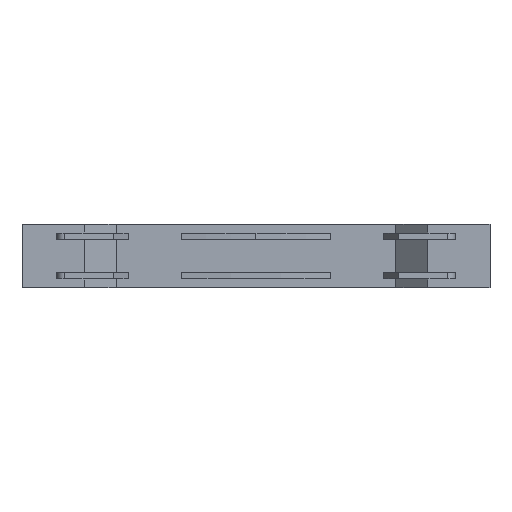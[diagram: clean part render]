
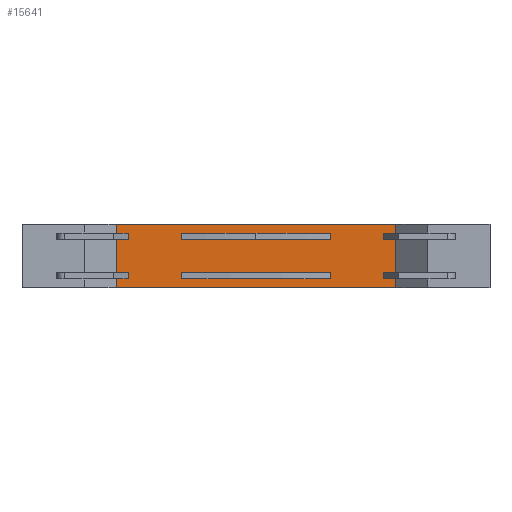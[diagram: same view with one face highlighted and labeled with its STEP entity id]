
A CAD part, front view. The second image highlights one B-rep face of the part: STEP entity #15641.
In plain terms, the highlighted planar face has unit normal (0, -1, 0).
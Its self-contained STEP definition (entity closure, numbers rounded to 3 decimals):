
#18 = CARTESIAN_POINT ( 'NONE',  ( 9.29, 0., 6.875 ) ) ;
#72 = CARTESIAN_POINT ( 'NONE',  ( 9.29, 0., 6.075 ) ) ;
#90 = ORIENTED_EDGE ( 'NONE', *, *, #3618, .F. ) ;
#342 = ORIENTED_EDGE ( 'NONE', *, *, #11403, .F. ) ;
#362 = DIRECTION ( 'NONE',  ( 1., 0., 0. ) ) ;
#783 = EDGE_LOOP ( 'NONE', ( #6216, #16754, #15165, #17787 ) ) ;
#812 = EDGE_CURVE ( 'NONE', #11348, #4286, #13368, .T. ) ;
#823 = DIRECTION ( 'NONE',  ( 0., 0., 1. ) ) ;
#1163 = EDGE_CURVE ( 'NONE', #5482, #11348, #7136, .T. ) ;
#1185 = DIRECTION ( 'NONE',  ( 1., 0., 0. ) ) ;
#1281 = LINE ( 'NONE', #17783, #4314 ) ;
#1541 = LINE ( 'NONE', #5883, #19267 ) ;
#1597 = CARTESIAN_POINT ( 'NONE',  ( 17.5, 0., 0. ) ) ;
#1760 = CARTESIAN_POINT ( 'NONE',  ( 0., 0., 0. ) ) ;
#1918 = VECTOR ( 'NONE', #17886, 1000. ) ;
#1942 = CARTESIAN_POINT ( 'NONE',  ( -9.29, 0., 6.075 ) ) ;
#2118 = CARTESIAN_POINT ( 'NONE',  ( 0., 0., 8. ) ) ;
#2643 = CARTESIAN_POINT ( 'NONE',  ( 0., 0., 6.075 ) ) ;
#2703 = DIRECTION ( 'NONE',  ( 0., 0., -1. ) ) ;
#2958 = CARTESIAN_POINT ( 'NONE',  ( -9.29, 0., 1.925 ) ) ;
#3420 = DIRECTION ( 'NONE',  ( 0., 0., -1. ) ) ;
#3576 = ORIENTED_EDGE ( 'NONE', *, *, #9352, .F. ) ;
#3618 = EDGE_CURVE ( 'NONE', #7379, #8121, #1281, .T. ) ;
#3638 = DIRECTION ( 'NONE',  ( 1., 0., 0. ) ) ;
#3652 = VERTEX_POINT ( 'NONE', #6190 ) ;
#3844 = FACE_BOUND ( 'NONE', #4786, .T. ) ;
#3921 = VECTOR ( 'NONE', #12311, 1000. ) ;
#4220 = LINE ( 'NONE', #13363, #15646 ) ;
#4286 = VERTEX_POINT ( 'NONE', #9598 ) ;
#4314 = VECTOR ( 'NONE', #3420, 1000. ) ;
#4411 = LINE ( 'NONE', #12338, #3921 ) ;
#4544 = EDGE_CURVE ( 'NONE', #16905, #4286, #1541, .T. ) ;
#4786 = EDGE_LOOP ( 'NONE', ( #13604, #8474, #3576, #16871 ) ) ;
#4999 = DIRECTION ( 'NONE',  ( -1., 0., 0. ) ) ;
#5069 = DIRECTION ( 'NONE',  ( 0., 1., 0. ) ) ;
#5125 = CARTESIAN_POINT ( 'NONE',  ( 0., 0., 4. ) ) ;
#5482 = VERTEX_POINT ( 'NONE', #9457 ) ;
#5798 = EDGE_CURVE ( 'NONE', #5482, #16905, #17664, .T. ) ;
#5872 = LINE ( 'NONE', #17172, #1918 ) ;
#5883 = CARTESIAN_POINT ( 'NONE',  ( 17.5, 0., 4. ) ) ;
#5902 = DIRECTION ( 'NONE',  ( 0., 0., 1. ) ) ;
#6190 = CARTESIAN_POINT ( 'NONE',  ( -9.29, 0., 1.125 ) ) ;
#6216 = ORIENTED_EDGE ( 'NONE', *, *, #4544, .T. ) ;
#6461 = EDGE_CURVE ( 'NONE', #10999, #7379, #4411, .T. ) ;
#6712 = ORIENTED_EDGE ( 'NONE', *, *, #11228, .F. ) ;
#6790 = LINE ( 'NONE', #11946, #10287 ) ;
#6823 = CARTESIAN_POINT ( 'NONE',  ( -17.5, 0., 4. ) ) ;
#6873 = LINE ( 'NONE', #2643, #18317 ) ;
#6975 = VECTOR ( 'NONE', #823, 1000. ) ;
#7057 = EDGE_CURVE ( 'NONE', #13813, #3652, #16807, .T. ) ;
#7136 = LINE ( 'NONE', #6823, #6975 ) ;
#7217 = CARTESIAN_POINT ( 'NONE',  ( -17.5, 0., 8. ) ) ;
#7316 = FACE_BOUND ( 'NONE', #9194, .T. ) ;
#7379 = VERTEX_POINT ( 'NONE', #16835 ) ;
#7536 = CARTESIAN_POINT ( 'NONE',  ( 9.29, 0., 1.125 ) ) ;
#7691 = PLANE ( 'NONE',  #8669 ) ;
#7772 = CARTESIAN_POINT ( 'NONE',  ( 9.29, 0., 1.925 ) ) ;
#8121 = VERTEX_POINT ( 'NONE', #1942 ) ;
#8474 = ORIENTED_EDGE ( 'NONE', *, *, #7057, .F. ) ;
#8669 = AXIS2_PLACEMENT_3D ( 'NONE', #5125, #5069, #4999 ) ;
#9194 = EDGE_LOOP ( 'NONE', ( #10969, #6712, #342, #90 ) ) ;
#9352 = EDGE_CURVE ( 'NONE', #12540, #13813, #4220, .T. ) ;
#9457 = CARTESIAN_POINT ( 'NONE',  ( -17.5, 0., 0. ) ) ;
#9598 = CARTESIAN_POINT ( 'NONE',  ( 17.5, 0., 8. ) ) ;
#10287 = VECTOR ( 'NONE', #11890, 1000. ) ;
#10957 = CARTESIAN_POINT ( 'NONE',  ( -9.29, 0., 1.925 ) ) ;
#10969 = ORIENTED_EDGE ( 'NONE', *, *, #6461, .F. ) ;
#10999 = VERTEX_POINT ( 'NONE', #18 ) ;
#11228 = EDGE_CURVE ( 'NONE', #15740, #10999, #14351, .T. ) ;
#11348 = VERTEX_POINT ( 'NONE', #7217 ) ;
#11403 = EDGE_CURVE ( 'NONE', #8121, #15740, #6873, .T. ) ;
#11890 = DIRECTION ( 'NONE',  ( 1., 0., 0. ) ) ;
#11946 = CARTESIAN_POINT ( 'NONE',  ( 0., 0., 1.125 ) ) ;
#12311 = DIRECTION ( 'NONE',  ( -1., 0., 0. ) ) ;
#12338 = CARTESIAN_POINT ( 'NONE',  ( 0., 0., 6.875 ) ) ;
#12540 = VERTEX_POINT ( 'NONE', #7772 ) ;
#12848 = VECTOR ( 'NONE', #2703, 1000. ) ;
#13363 = CARTESIAN_POINT ( 'NONE',  ( 0., 0., 1.925 ) ) ;
#13368 = LINE ( 'NONE', #2118, #13404 ) ;
#13404 = VECTOR ( 'NONE', #3638, 1000. ) ;
#13604 = ORIENTED_EDGE ( 'NONE', *, *, #16475, .F. ) ;
#13632 = DIRECTION ( 'NONE',  ( 0., 0., 1. ) ) ;
#13813 = VERTEX_POINT ( 'NONE', #10957 ) ;
#14128 = VERTEX_POINT ( 'NONE', #7536 ) ;
#14351 = LINE ( 'NONE', #14647, #17855 ) ;
#14647 = CARTESIAN_POINT ( 'NONE',  ( 9.29, 0., 6.075 ) ) ;
#14982 = DIRECTION ( 'NONE',  ( -1., 0., 0. ) ) ;
#15165 = ORIENTED_EDGE ( 'NONE', *, *, #1163, .F. ) ;
#15641 = ADVANCED_FACE ( 'NONE', ( #19215, #3844, #7316 ), #7691, .F. ) ;
#15646 = VECTOR ( 'NONE', #14982, 1000. ) ;
#15740 = VERTEX_POINT ( 'NONE', #72 ) ;
#16043 = EDGE_CURVE ( 'NONE', #14128, #12540, #5872, .T. ) ;
#16475 = EDGE_CURVE ( 'NONE', #3652, #14128, #6790, .T. ) ;
#16754 = ORIENTED_EDGE ( 'NONE', *, *, #812, .F. ) ;
#16807 = LINE ( 'NONE', #2958, #12848 ) ;
#16835 = CARTESIAN_POINT ( 'NONE',  ( -9.29, 0., 6.875 ) ) ;
#16871 = ORIENTED_EDGE ( 'NONE', *, *, #16043, .F. ) ;
#16905 = VERTEX_POINT ( 'NONE', #1597 ) ;
#17172 = CARTESIAN_POINT ( 'NONE',  ( 9.29, 0., 1.925 ) ) ;
#17664 = LINE ( 'NONE', #1760, #18139 ) ;
#17783 = CARTESIAN_POINT ( 'NONE',  ( -9.29, 0., 6.075 ) ) ;
#17787 = ORIENTED_EDGE ( 'NONE', *, *, #5798, .T. ) ;
#17855 = VECTOR ( 'NONE', #13632, 1000. ) ;
#17886 = DIRECTION ( 'NONE',  ( 0., 0., 1. ) ) ;
#18139 = VECTOR ( 'NONE', #1185, 1000. ) ;
#18317 = VECTOR ( 'NONE', #362, 1000. ) ;
#19215 = FACE_OUTER_BOUND ( 'NONE', #783, .T. ) ;
#19267 = VECTOR ( 'NONE', #5902, 1000. ) ;
